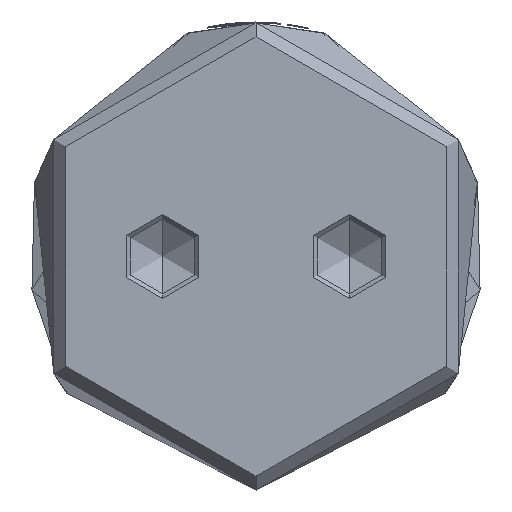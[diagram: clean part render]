
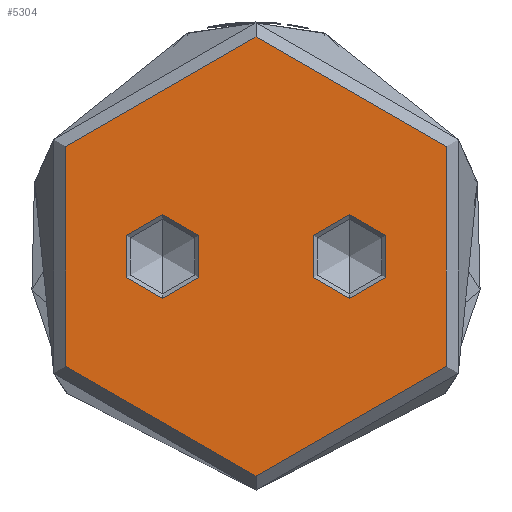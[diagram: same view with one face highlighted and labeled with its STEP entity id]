
A CAD part, front view. The second image highlights one B-rep face of the part: STEP entity #5304.
In plain terms, the highlighted face is planar.
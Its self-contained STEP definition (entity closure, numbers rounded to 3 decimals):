
#66 = DIRECTION ( 'NONE',  ( -1., 0., 0. ) ) ;
#349 = CARTESIAN_POINT ( 'NONE',  ( 4.5, 10., 0. ) ) ;
#574 = CARTESIAN_POINT ( 'NONE',  ( -4.5, 10., 0. ) ) ;
#638 = CARTESIAN_POINT ( 'NONE',  ( 0., 0., 0. ) ) ;
#1235 = VERTEX_POINT ( 'NONE', #3591 ) ;
#1389 = DIRECTION ( 'NONE',  ( 0., 0., -1. ) ) ;
#1438 = AXIS2_PLACEMENT_3D ( 'NONE', #6907, #4997, #5963 ) ;
#1499 = CIRCLE ( 'NONE', #1438, 4.5 ) ;
#1564 = EDGE_CURVE ( 'NONE', #7321, #1235, #1499, .T. ) ;
#1593 = FACE_OUTER_BOUND ( 'NONE', #3936, .T. ) ;
#1652 = ORIENTED_EDGE ( 'NONE', *, *, #6108, .T. ) ;
#1742 = AXIS2_PLACEMENT_3D ( 'NONE', #2129, #6084, #2712 ) ;
#1764 = DIRECTION ( 'NONE',  ( 1., 0., 0. ) ) ;
#2076 = AXIS2_PLACEMENT_3D ( 'NONE', #5143, #3168, #7115 ) ;
#2080 = DIRECTION ( 'NONE',  ( 0., 0., 1. ) ) ;
#2129 = CARTESIAN_POINT ( 'NONE',  ( 0., 10., 0. ) ) ;
#2162 = DIRECTION ( 'NONE',  ( 0., 0., 1. ) ) ;
#2191 = EDGE_CURVE ( 'NONE', #1235, #7321, #2716, .T. ) ;
#2382 = CARTESIAN_POINT ( 'NONE',  ( -4.5, -10., 0. ) ) ;
#2443 = EDGE_CURVE ( 'NONE', #3096, #3411, #2798, .T. ) ;
#2618 = VERTEX_POINT ( 'NONE', #574 ) ;
#2703 = CARTESIAN_POINT ( 'NONE',  ( 0., -10., 0. ) ) ;
#2712 = DIRECTION ( 'NONE',  ( 1., 0., 0. ) ) ;
#2716 = CIRCLE ( 'NONE', #7288, 4.5 ) ;
#2798 = CIRCLE ( 'NONE', #2076, 23.5 ) ;
#2930 = PLANE ( 'NONE',  #7216 ) ;
#3002 = CARTESIAN_POINT ( 'NONE',  ( 23.5, 0., 0. ) ) ;
#3048 = CIRCLE ( 'NONE', #7168, 23.5 ) ;
#3096 = VERTEX_POINT ( 'NONE', #3804 ) ;
#3109 = FACE_BOUND ( 'NONE', #4113, .T. ) ;
#3150 = ORIENTED_EDGE ( 'NONE', *, *, #3621, .F. ) ;
#3168 = DIRECTION ( 'NONE',  ( 0., 0., 1. ) ) ;
#3411 = VERTEX_POINT ( 'NONE', #3002 ) ;
#3500 = DIRECTION ( 'NONE',  ( 0., 0., -1. ) ) ;
#3591 = CARTESIAN_POINT ( 'NONE',  ( 4.5, -10., 0. ) ) ;
#3621 = EDGE_CURVE ( 'NONE', #2618, #4481, #4637, .T. ) ;
#3804 = CARTESIAN_POINT ( 'NONE',  ( -23.5, 0., 0. ) ) ;
#3936 = EDGE_LOOP ( 'NONE', ( #3937, #1652 ) ) ;
#3937 = ORIENTED_EDGE ( 'NONE', *, *, #2443, .T. ) ;
#4113 = EDGE_LOOP ( 'NONE', ( #5374, #5873 ) ) ;
#4473 = EDGE_CURVE ( 'NONE', #4481, #2618, #6031, .T. ) ;
#4481 = VERTEX_POINT ( 'NONE', #349 ) ;
#4619 = FACE_BOUND ( 'NONE', #6763, .T. ) ;
#4637 = CIRCLE ( 'NONE', #1742, 4.5 ) ;
#4997 = DIRECTION ( 'NONE',  ( 0., 0., -1. ) ) ;
#5143 = CARTESIAN_POINT ( 'NONE',  ( 0., 0., 0. ) ) ;
#5304 = ADVANCED_FACE ( 'NONE', ( #1593, #4619, #3109 ), #2930, .F. ) ;
#5374 = ORIENTED_EDGE ( 'NONE', *, *, #2191, .T. ) ;
#5459 = CARTESIAN_POINT ( 'NONE',  ( 0., 10., 0. ) ) ;
#5536 = CARTESIAN_POINT ( 'NONE',  ( 0., 0., 0. ) ) ;
#5873 = ORIENTED_EDGE ( 'NONE', *, *, #1564, .T. ) ;
#5876 = AXIS2_PLACEMENT_3D ( 'NONE', #5459, #2080, #6035 ) ;
#5963 = DIRECTION ( 'NONE',  ( 1., 0., 0. ) ) ;
#6031 = CIRCLE ( 'NONE', #5876, 4.5 ) ;
#6035 = DIRECTION ( 'NONE',  ( 1., 0., 0. ) ) ;
#6084 = DIRECTION ( 'NONE',  ( 0., 0., 1. ) ) ;
#6108 = EDGE_CURVE ( 'NONE', #3411, #3096, #3048, .T. ) ;
#6112 = DIRECTION ( 'NONE',  ( 1., 0., 0. ) ) ;
#6763 = EDGE_LOOP ( 'NONE', ( #7300, #3150 ) ) ;
#6907 = CARTESIAN_POINT ( 'NONE',  ( 0., -10., 0. ) ) ;
#7115 = DIRECTION ( 'NONE',  ( 1., 0., 0. ) ) ;
#7168 = AXIS2_PLACEMENT_3D ( 'NONE', #5536, #2162, #6112 ) ;
#7216 = AXIS2_PLACEMENT_3D ( 'NONE', #638, #3500, #66 ) ;
#7288 = AXIS2_PLACEMENT_3D ( 'NONE', #2703, #1389, #1764 ) ;
#7300 = ORIENTED_EDGE ( 'NONE', *, *, #4473, .F. ) ;
#7321 = VERTEX_POINT ( 'NONE', #2382 ) ;
